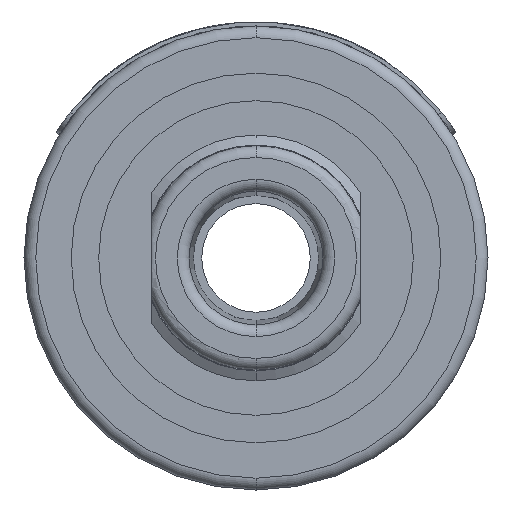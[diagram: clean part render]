
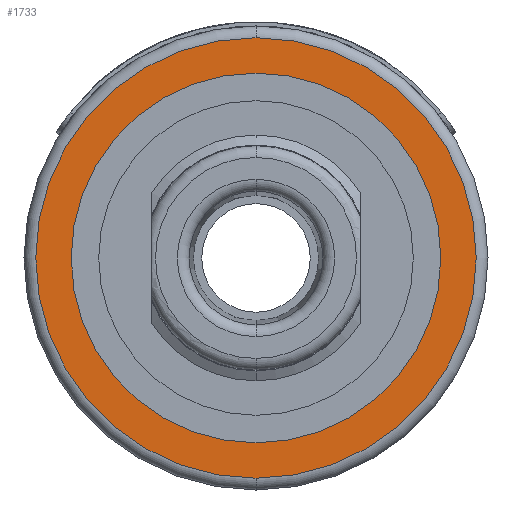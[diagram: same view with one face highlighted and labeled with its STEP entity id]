
A CAD part, left-side view. The second image highlights one B-rep face of the part: STEP entity #1733.
In plain terms, the highlighted planar face has unit normal (-1, 0, 0).
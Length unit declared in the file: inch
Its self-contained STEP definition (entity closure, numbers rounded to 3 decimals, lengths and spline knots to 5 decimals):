
#1185 = EDGE_CURVE ( 'NONE', #58390, #5630, #22740, .T. ) ;
#1528 = PLANE ( 'NONE',  #47391 ) ;
#1733 = ADVANCED_FACE ( 'NONE', ( #36145, #43243 ), #1528, .F. ) ;
#2039 = CARTESIAN_POINT ( 'NONE',  ( -0.53, 0.47, 0. ) ) ;
#3672 = EDGE_CURVE ( 'NONE', #5630, #58390, #97264, .T. ) ;
#5630 = VERTEX_POINT ( 'NONE', #54979 ) ;
#8676 = AXIS2_PLACEMENT_3D ( 'NONE', #39620, #105630, #97498 ) ;
#9843 = CARTESIAN_POINT ( 'NONE',  ( -0.53, 0., 0. ) ) ;
#13908 = VERTEX_POINT ( 'NONE', #40076 ) ;
#19871 = DIRECTION ( 'NONE',  ( 0., 0., -1. ) ) ;
#21285 = ORIENTED_EDGE ( 'NONE', *, *, #47307, .F. ) ;
#22740 = CIRCLE ( 'NONE', #36599, 0.56 ) ;
#23429 = EDGE_LOOP ( 'NONE', ( #40465, #46065 ) ) ;
#24760 = AXIS2_PLACEMENT_3D ( 'NONE', #58180, #25690, #51697 ) ;
#25690 = DIRECTION ( 'NONE',  ( -1., 0., 0. ) ) ;
#27873 = VERTEX_POINT ( 'NONE', #42741 ) ;
#30089 = CIRCLE ( 'NONE', #24760, 0.47 ) ;
#35064 = DIRECTION ( 'NONE',  ( 1., 0., 0. ) ) ;
#35732 = ORIENTED_EDGE ( 'NONE', *, *, #97357, .F. ) ;
#36145 = FACE_BOUND ( 'NONE', #45368, .T. ) ;
#36599 = AXIS2_PLACEMENT_3D ( 'NONE', #9843, #65614, #98651 ) ;
#38340 = CARTESIAN_POINT ( 'NONE',  ( -0.53, 0., 0. ) ) ;
#39620 = CARTESIAN_POINT ( 'NONE',  ( -0.53, 0., 0. ) ) ;
#40076 = CARTESIAN_POINT ( 'NONE',  ( -0.53, 0., 0.47 ) ) ;
#40465 = ORIENTED_EDGE ( 'NONE', *, *, #3672, .T. ) ;
#42741 = CARTESIAN_POINT ( 'NONE',  ( -0.53, 0., -0.47 ) ) ;
#43243 = FACE_OUTER_BOUND ( 'NONE', #23429, .T. ) ;
#45368 = EDGE_LOOP ( 'NONE', ( #21285, #35732 ) ) ;
#46065 = ORIENTED_EDGE ( 'NONE', *, *, #1185, .T. ) ;
#47307 = EDGE_CURVE ( 'NONE', #13908, #27873, #30089, .T. ) ;
#47391 = AXIS2_PLACEMENT_3D ( 'NONE', #2039, #35064, #19871 ) ;
#50664 = AXIS2_PLACEMENT_3D ( 'NONE', #38340, #71290, #104349 ) ;
#51697 = DIRECTION ( 'NONE',  ( 0., 0., 1. ) ) ;
#54979 = CARTESIAN_POINT ( 'NONE',  ( -0.53, 0., 0.56 ) ) ;
#58180 = CARTESIAN_POINT ( 'NONE',  ( -0.53, 0., 0. ) ) ;
#58390 = VERTEX_POINT ( 'NONE', #104329 ) ;
#65614 = DIRECTION ( 'NONE',  ( -1., 0., 0. ) ) ;
#71290 = DIRECTION ( 'NONE',  ( -1., 0., 0. ) ) ;
#97264 = CIRCLE ( 'NONE', #50664, 0.56 ) ;
#97357 = EDGE_CURVE ( 'NONE', #27873, #13908, #102045, .T. ) ;
#97498 = DIRECTION ( 'NONE',  ( 0., 0., 1. ) ) ;
#98651 = DIRECTION ( 'NONE',  ( 0., 0., 1. ) ) ;
#102045 = CIRCLE ( 'NONE', #8676, 0.47 ) ;
#104329 = CARTESIAN_POINT ( 'NONE',  ( -0.53, 0., -0.56 ) ) ;
#104349 = DIRECTION ( 'NONE',  ( 0., 0., 1. ) ) ;
#105630 = DIRECTION ( 'NONE',  ( -1., 0., 0. ) ) ;
